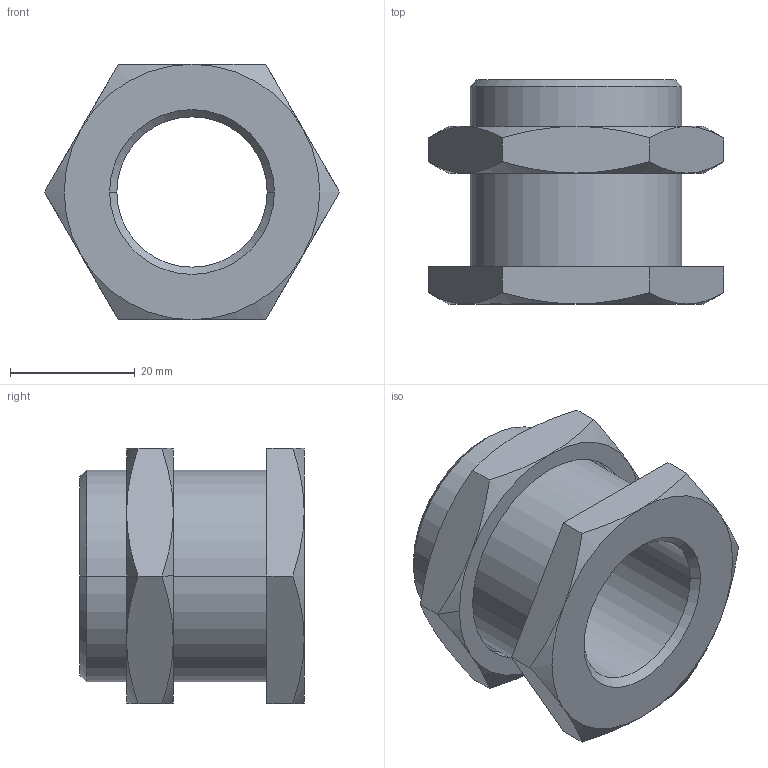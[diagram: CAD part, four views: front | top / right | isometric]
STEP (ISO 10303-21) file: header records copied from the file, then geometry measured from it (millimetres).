
FILE_DESCRIPTION(('STEP AP214'),'1');
FILE_NAME('1817_00_27.stp','2016-07-07T14:25:02',('TraceParts'),('TraceParts S.A.'),'Spatial InterOp 3D',' ',' ');
FILE_SCHEMA(('automotive_design'));
Length unit declared in the file: millimetre
Products named in the file (2): Solide1; Solide2
Bounding box: 47.34 x 36 x 41 mm (x, y, z)
Volume: 23632.3 mm3; surface area: 11439.6 mm2
Topology: 2 solids, 2 shells, 58 faces, 124 edges, 72 vertices
Faces by surface type: cone 32, plane 18, cylinder 8
Entity records: 2023 total; most frequent: CARTESIAN_POINT 328, DIRECTION 256, ORIENTED_EDGE 248, EDGE_CURVE 124, AXIS2_PLACEMENT_3D 108, VERTEX_POINT 72, EDGE_LOOP 64, STYLED_ITEM 60
